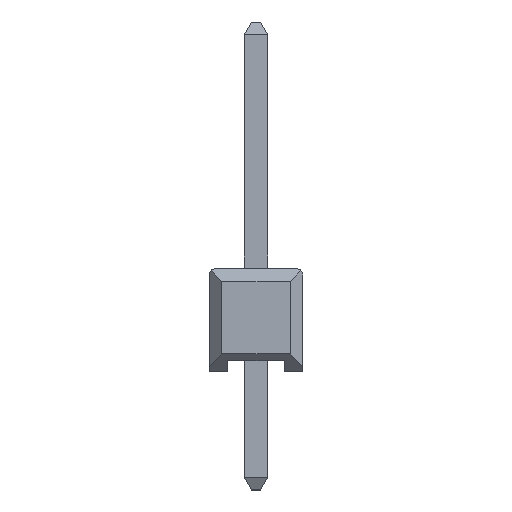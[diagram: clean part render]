
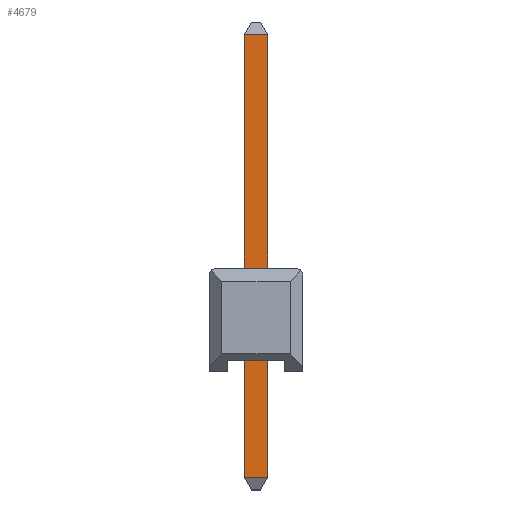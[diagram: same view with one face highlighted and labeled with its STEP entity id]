
A CAD part, left-side view. The second image highlights one B-rep face of the part: STEP entity #4679.
In plain terms, the highlighted planar face has unit normal (-1, 0, 0).
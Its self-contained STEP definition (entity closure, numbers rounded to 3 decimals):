
#124 = LINE ( 'NONE', #3433, #12546 ) ;
#936 = VERTEX_POINT ( 'NONE', #11426 ) ;
#2069 = CARTESIAN_POINT ( 'NONE',  ( -25.715, 0.315, 9.156 ) ) ;
#3433 = CARTESIAN_POINT ( 'NONE',  ( -25.715, -0.325, -2.86 ) ) ;
#3490 = CARTESIAN_POINT ( 'NONE',  ( -25.715, -0.315, -2.86 ) ) ;
#4679 = ADVANCED_FACE ( 'NONE', ( #15828 ), #5113, .T. ) ;
#5113 = PLANE ( 'NONE',  #12710 ) ;
#5737 = CARTESIAN_POINT ( 'NONE',  ( -25.715, -0.325, -2.981 ) ) ;
#8243 = ORIENTED_EDGE ( 'NONE', *, *, #20081, .T. ) ;
#8678 = VECTOR ( 'NONE', #18727, 1000. ) ;
#8731 = DIRECTION ( 'NONE',  ( 0., -1., 0. ) ) ;
#10905 = VERTEX_POINT ( 'NONE', #2069 ) ;
#11106 = ORIENTED_EDGE ( 'NONE', *, *, #16004, .F. ) ;
#11222 = CARTESIAN_POINT ( 'NONE',  ( -25.715, 0.315, -2.981 ) ) ;
#11426 = CARTESIAN_POINT ( 'NONE',  ( -25.715, -0.315, 9.156 ) ) ;
#12218 = DIRECTION ( 'NONE',  ( 0., 0., 1. ) ) ;
#12440 = DIRECTION ( 'NONE',  ( -1., 0., 0. ) ) ;
#12546 = VECTOR ( 'NONE', #20444, 1000. ) ;
#12710 = AXIS2_PLACEMENT_3D ( 'NONE', #5737, #12440, #15097 ) ;
#12857 = VERTEX_POINT ( 'NONE', #18020 ) ;
#14380 = ORIENTED_EDGE ( 'NONE', *, *, #16032, .F. ) ;
#14517 = LINE ( 'NONE', #11222, #20952 ) ;
#14532 = EDGE_CURVE ( 'NONE', #10905, #936, #16745, .T. ) ;
#15097 = DIRECTION ( 'NONE',  ( 0., 0., -1. ) ) ;
#15828 = FACE_OUTER_BOUND ( 'NONE', #16244, .T. ) ;
#15981 = ORIENTED_EDGE ( 'NONE', *, *, #14532, .F. ) ;
#16004 = EDGE_CURVE ( 'NONE', #12857, #10905, #14517, .T. ) ;
#16032 = EDGE_CURVE ( 'NONE', #18671, #12857, #124, .T. ) ;
#16244 = EDGE_LOOP ( 'NONE', ( #11106, #14380, #8243, #15981 ) ) ;
#16745 = LINE ( 'NONE', #18827, #20206 ) ;
#18020 = CARTESIAN_POINT ( 'NONE',  ( -25.715, 0.315, -2.86 ) ) ;
#18286 = CARTESIAN_POINT ( 'NONE',  ( -25.715, -0.315, -2.86 ) ) ;
#18671 = VERTEX_POINT ( 'NONE', #3490 ) ;
#18727 = DIRECTION ( 'NONE',  ( 0., 0., 1. ) ) ;
#18827 = CARTESIAN_POINT ( 'NONE',  ( -25.715, -0.325, 9.156 ) ) ;
#20081 = EDGE_CURVE ( 'NONE', #18671, #936, #20155, .T. ) ;
#20155 = LINE ( 'NONE', #18286, #8678 ) ;
#20206 = VECTOR ( 'NONE', #8731, 1000. ) ;
#20444 = DIRECTION ( 'NONE',  ( 0., 1., 0. ) ) ;
#20952 = VECTOR ( 'NONE', #12218, 1000. ) ;
